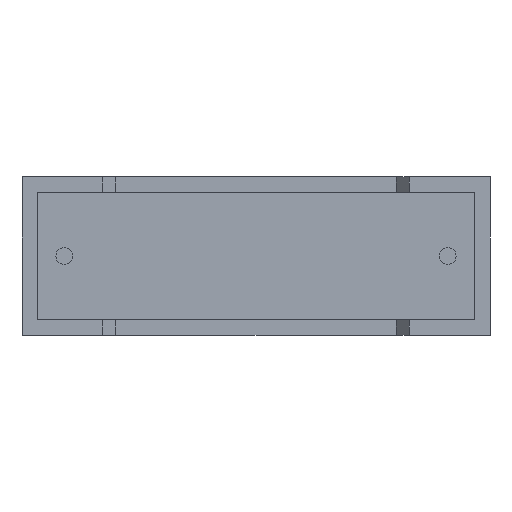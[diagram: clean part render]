
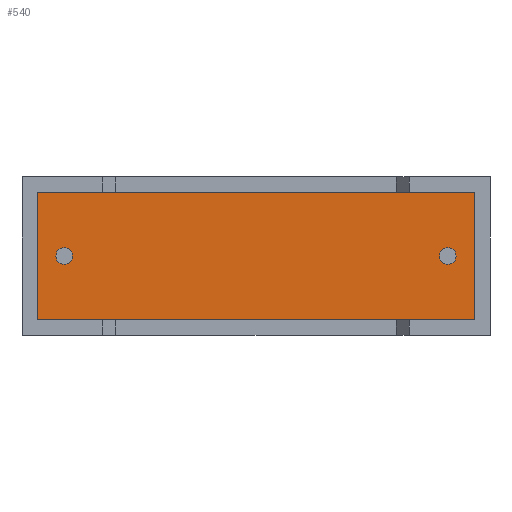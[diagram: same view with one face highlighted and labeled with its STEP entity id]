
A CAD part, front view. The second image highlights one B-rep face of the part: STEP entity #540.
In plain terms, the highlighted planar face has unit normal (0, -1, 0).
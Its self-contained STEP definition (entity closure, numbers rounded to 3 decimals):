
#39 = CIRCLE ( 'NONE', #720, 0.325 ) ;
#69 = DIRECTION ( 'NONE',  ( -1., 0., 0. ) ) ;
#86 = DIRECTION ( 'NONE',  ( 0., 0., -1. ) ) ;
#187 = EDGE_LOOP ( 'NONE', ( #1286, #1736, #374, #2809 ) ) ;
#226 = EDGE_CURVE ( 'NONE', #1281, #1013, #1906, .T. ) ;
#291 = CARTESIAN_POINT ( 'NONE',  ( 17.69, 0.75, 0.61 ) ) ;
#299 = CARTESIAN_POINT ( 'NONE',  ( 17.69, 0.75, 5.59 ) ) ;
#365 = EDGE_CURVE ( 'NONE', #1013, #1281, #2249, .T. ) ;
#374 = ORIENTED_EDGE ( 'NONE', *, *, #1491, .T. ) ;
#451 = CARTESIAN_POINT ( 'NONE',  ( 16.65, 0.75, 3.1 ) ) ;
#504 = DIRECTION ( 'NONE',  ( 0., 0., -1. ) ) ;
#540 = ADVANCED_FACE ( 'NONE', ( #801, #2026, #1791 ), #2941, .T. ) ;
#576 = CARTESIAN_POINT ( 'NONE',  ( 1.65, 0.75, 3.1 ) ) ;
#583 = CARTESIAN_POINT ( 'NONE',  ( 0.61, 0.75, 5.59 ) ) ;
#590 = CARTESIAN_POINT ( 'NONE',  ( 0.61, 0.75, 0.61 ) ) ;
#720 = AXIS2_PLACEMENT_3D ( 'NONE', #576, #2131, #504 ) ;
#734 = LINE ( 'NONE', #291, #822 ) ;
#801 = FACE_BOUND ( 'NONE', #1611, .T. ) ;
#804 = DIRECTION ( 'NONE',  ( 0., 0., -1. ) ) ;
#822 = VECTOR ( 'NONE', #1724, 1000. ) ;
#849 = VERTEX_POINT ( 'NONE', #2525 ) ;
#885 = CARTESIAN_POINT ( 'NONE',  ( 16.65, 0.75, 3.425 ) ) ;
#906 = VERTEX_POINT ( 'NONE', #2190 ) ;
#990 = CARTESIAN_POINT ( 'NONE',  ( 17.69, 0.75, 5.59 ) ) ;
#1013 = VERTEX_POINT ( 'NONE', #1230 ) ;
#1029 = DIRECTION ( 'NONE',  ( 0., 0., -1. ) ) ;
#1048 = EDGE_CURVE ( 'NONE', #2346, #849, #2460, .T. ) ;
#1063 = EDGE_CURVE ( 'NONE', #906, #2322, #2949, .T. ) ;
#1179 = CARTESIAN_POINT ( 'NONE',  ( 17.69, 0.75, 0.61 ) ) ;
#1230 = CARTESIAN_POINT ( 'NONE',  ( 16.65, 0.75, 2.775 ) ) ;
#1278 = DIRECTION ( 'NONE',  ( 0., -1., 0. ) ) ;
#1281 = VERTEX_POINT ( 'NONE', #885 ) ;
#1286 = ORIENTED_EDGE ( 'NONE', *, *, #1063, .T. ) ;
#1335 = EDGE_CURVE ( 'NONE', #1339, #906, #2174, .T. ) ;
#1339 = VERTEX_POINT ( 'NONE', #299 ) ;
#1372 = CARTESIAN_POINT ( 'NONE',  ( 1.65, 0.75, 2.775 ) ) ;
#1458 = EDGE_CURVE ( 'NONE', #849, #2346, #39, .T. ) ;
#1470 = VECTOR ( 'NONE', #2970, 1000. ) ;
#1491 = EDGE_CURVE ( 'NONE', #1495, #1339, #734, .T. ) ;
#1495 = VERTEX_POINT ( 'NONE', #1179 ) ;
#1527 = DIRECTION ( 'NONE',  ( 0., -1., 0. ) ) ;
#1549 = CARTESIAN_POINT ( 'NONE',  ( 0.61, 0.75, 0.61 ) ) ;
#1561 = AXIS2_PLACEMENT_3D ( 'NONE', #2721, #1527, #86 ) ;
#1611 = EDGE_LOOP ( 'NONE', ( #2038, #2104 ) ) ;
#1705 = ORIENTED_EDGE ( 'NONE', *, *, #1458, .F. ) ;
#1718 = AXIS2_PLACEMENT_3D ( 'NONE', #2932, #1278, #1994 ) ;
#1724 = DIRECTION ( 'NONE',  ( 0., 0., 1. ) ) ;
#1736 = ORIENTED_EDGE ( 'NONE', *, *, #2935, .T. ) ;
#1741 = ORIENTED_EDGE ( 'NONE', *, *, #1048, .F. ) ;
#1791 = FACE_BOUND ( 'NONE', #2474, .T. ) ;
#1804 = LINE ( 'NONE', #590, #1470 ) ;
#1906 = CIRCLE ( 'NONE', #2299, 0.325 ) ;
#1994 = DIRECTION ( 'NONE',  ( 0., 0., -1. ) ) ;
#2007 = AXIS2_PLACEMENT_3D ( 'NONE', #451, #2532, #2544 ) ;
#2026 = FACE_OUTER_BOUND ( 'NONE', #187, .T. ) ;
#2029 = DIRECTION ( 'NONE',  ( 0., -1., 0. ) ) ;
#2038 = ORIENTED_EDGE ( 'NONE', *, *, #226, .F. ) ;
#2104 = ORIENTED_EDGE ( 'NONE', *, *, #365, .F. ) ;
#2131 = DIRECTION ( 'NONE',  ( 0., -1., 0. ) ) ;
#2160 = VECTOR ( 'NONE', #1029, 1000. ) ;
#2174 = LINE ( 'NONE', #990, #3047 ) ;
#2190 = CARTESIAN_POINT ( 'NONE',  ( 0.61, 0.75, 5.59 ) ) ;
#2249 = CIRCLE ( 'NONE', #2007, 0.325 ) ;
#2271 = CARTESIAN_POINT ( 'NONE',  ( 16.65, 0.75, 3.1 ) ) ;
#2299 = AXIS2_PLACEMENT_3D ( 'NONE', #2271, #2029, #804 ) ;
#2322 = VERTEX_POINT ( 'NONE', #1549 ) ;
#2346 = VERTEX_POINT ( 'NONE', #1372 ) ;
#2460 = CIRCLE ( 'NONE', #1718, 0.325 ) ;
#2474 = EDGE_LOOP ( 'NONE', ( #1705, #1741 ) ) ;
#2525 = CARTESIAN_POINT ( 'NONE',  ( 1.65, 0.75, 3.425 ) ) ;
#2532 = DIRECTION ( 'NONE',  ( 0., -1., 0. ) ) ;
#2544 = DIRECTION ( 'NONE',  ( 0., 0., -1. ) ) ;
#2721 = CARTESIAN_POINT ( 'NONE',  ( 0., 0.75, 0. ) ) ;
#2809 = ORIENTED_EDGE ( 'NONE', *, *, #1335, .T. ) ;
#2932 = CARTESIAN_POINT ( 'NONE',  ( 1.65, 0.75, 3.1 ) ) ;
#2935 = EDGE_CURVE ( 'NONE', #2322, #1495, #1804, .T. ) ;
#2941 = PLANE ( 'NONE',  #1561 ) ;
#2949 = LINE ( 'NONE', #583, #2160 ) ;
#2970 = DIRECTION ( 'NONE',  ( 1., 0., 0. ) ) ;
#3047 = VECTOR ( 'NONE', #69, 1000. ) ;
